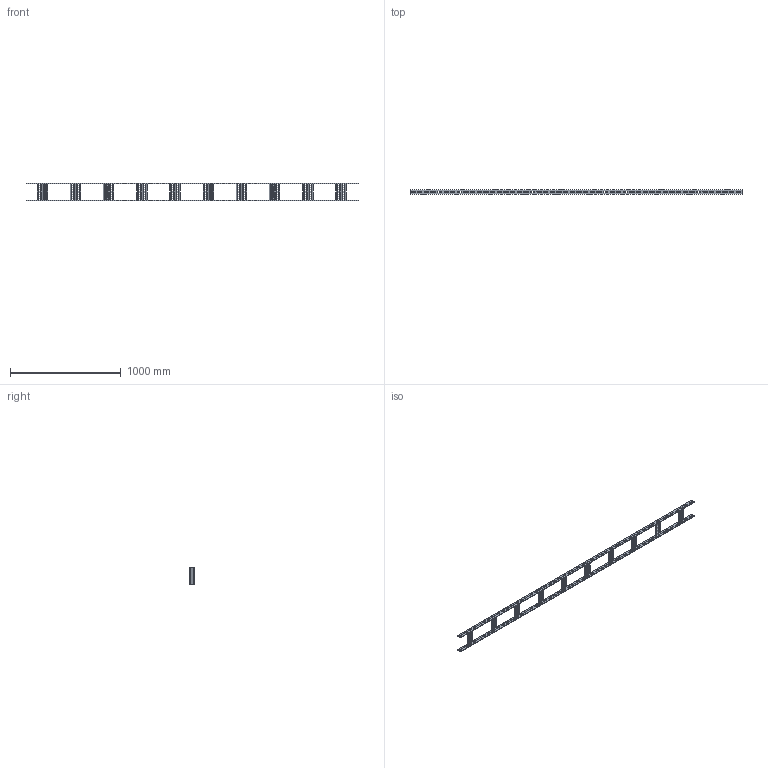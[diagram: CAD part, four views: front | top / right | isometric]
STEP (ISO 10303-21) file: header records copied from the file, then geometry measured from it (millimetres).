
FILE_DESCRIPTION (( 'STEP AP214' ), '1' );
FILE_NAME ('7098133.stp', '2018-01-26T10:07:06', ( '' ), ( '' ), 'SwSTEP 2.0', 'SolidWorks 2016', '' );
FILE_SCHEMA (( 'AUTOMOTIVE_DESIGN' ));
Length unit declared in the file: millimetre
Products named in the file (3): 014710_Z-Sprosse-150; KTS 20.002-013_ungelocht 3000x40x5; 7098133
Assembly tree (12 placements, depth 2):
  7098133
    KTS 20.002-013_ungelocht 3000x40x5  x2
    014710_Z-Sprosse-150  x10
Bounding box: 3000 x 40 x 160 mm (x, y, z)
Volume: 1308217.6 mm3; surface area: 845495.2 mm2
Topology: 12 solids, 12 shells, 1532 faces, 4524 edges, 3016 vertices
Faces by surface type: plane 872, cylinder 660
Entity records: 12560 total; most frequent: DIRECTION 2180, CARTESIAN_POINT 2143, ORIENTED_EDGE 2124, EDGE_CURVE 1062, AXIS2_PLACEMENT_3D 745, VERTEX_POINT 708, LINE 690, VECTOR 690
